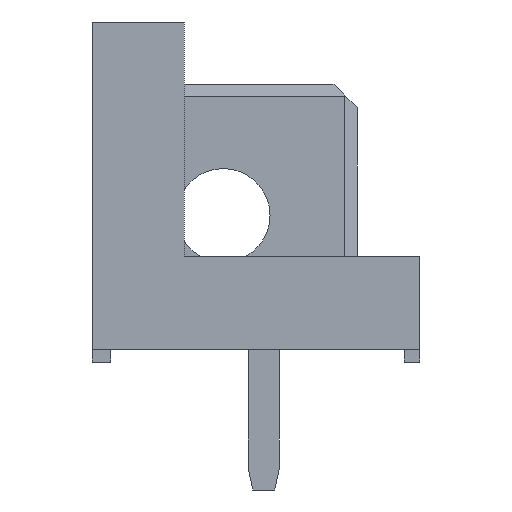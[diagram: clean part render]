
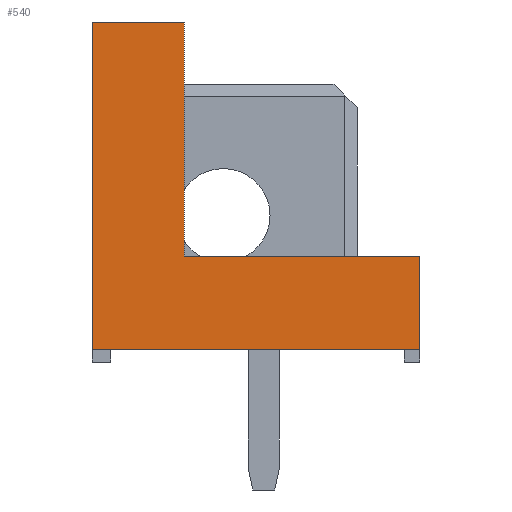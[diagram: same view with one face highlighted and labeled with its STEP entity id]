
A CAD part, left-side view. The second image highlights one B-rep face of the part: STEP entity #540.
In plain terms, the highlighted planar face has unit normal (-1, 0, 0).
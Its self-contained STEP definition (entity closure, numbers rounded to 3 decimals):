
#540 = ADVANCED_FACE( '', ( #1381 ), #1382, .F. );
#1381 = FACE_OUTER_BOUND( '', #2561, .T. );
#1382 = PLANE( '', #2562 );
#2561 = EDGE_LOOP( '', ( #3805, #3806, #3807, #3808, #3809, #3810 ) );
#2562 = AXIS2_PLACEMENT_3D( '', #3811, #3812, #3813 );
#3805 = ORIENTED_EDGE( '', *, *, #7458, .F. );
#3806 = ORIENTED_EDGE( '', *, *, #7459, .F. );
#3807 = ORIENTED_EDGE( '', *, *, #7460, .F. );
#3808 = ORIENTED_EDGE( '', *, *, #7461, .F. );
#3809 = ORIENTED_EDGE( '', *, *, #7462, .F. );
#3810 = ORIENTED_EDGE( '', *, *, #7463, .F. );
#3811 = CARTESIAN_POINT( '', ( -20., 0., 0. ) );
#3812 = DIRECTION( '', ( 1., 0., 0. ) );
#3813 = DIRECTION( '', ( 0., 0., -1. ) );
#7458 = EDGE_CURVE( '', #8981, #8982, #8983, .T. );
#7459 = EDGE_CURVE( '', #8984, #8981, #8985, .T. );
#7460 = EDGE_CURVE( '', #8986, #8984, #8987, .T. );
#7461 = EDGE_CURVE( '', #8988, #8986, #8989, .T. );
#7462 = EDGE_CURVE( '', #8990, #8988, #8991, .T. );
#7463 = EDGE_CURVE( '', #8982, #8990, #8992, .T. );
#8981 = VERTEX_POINT( '', #11193 );
#8982 = VERTEX_POINT( '', #11194 );
#8983 = LINE( '', #11195, #11196 );
#8984 = VERTEX_POINT( '', #11197 );
#8985 = LINE( '', #11198, #11199 );
#8986 = VERTEX_POINT( '', #11200 );
#8987 = LINE( '', #11201, #11202 );
#8988 = VERTEX_POINT( '', #11203 );
#8989 = LINE( '', #11204, #11205 );
#8990 = VERTEX_POINT( '', #11206 );
#8991 = LINE( '', #11207, #11208 );
#8992 = LINE( '', #11209, #11210 );
#11193 = CARTESIAN_POINT( '', ( -20., -3.775, -6.75 ) );
#11194 = CARTESIAN_POINT( '', ( -20., 6.725, -6.75 ) );
#11195 = CARTESIAN_POINT( '', ( -20., 0., -6.75 ) );
#11196 = VECTOR( '', #14277, 1000. );
#11197 = CARTESIAN_POINT( '', ( -20., -3.775, -3.75 ) );
#11198 = CARTESIAN_POINT( '', ( -20., -3.775, -7.15 ) );
#11199 = VECTOR( '', #14278, 1000. );
#11200 = CARTESIAN_POINT( '', ( -20., 3.775, -3.75 ) );
#11201 = CARTESIAN_POINT( '', ( -20., 3.775, -3.75 ) );
#11202 = VECTOR( '', #14279, 1000. );
#11203 = CARTESIAN_POINT( '', ( -20., 3.775, 3.75 ) );
#11204 = CARTESIAN_POINT( '', ( -20., 3.775, 3.75 ) );
#11205 = VECTOR( '', #14280, 1000. );
#11206 = CARTESIAN_POINT( '', ( -20., 6.725, 3.75 ) );
#11207 = CARTESIAN_POINT( '', ( -20., 3.775, 3.75 ) );
#11208 = VECTOR( '', #14281, 1000. );
#11209 = CARTESIAN_POINT( '', ( -20., 6.725, 3.75 ) );
#11210 = VECTOR( '', #14282, 1000. );
#14277 = DIRECTION( '', ( 0., 1., 0. ) );
#14278 = DIRECTION( '', ( 0., 0., -1. ) );
#14279 = DIRECTION( '', ( 0., -1., 0. ) );
#14280 = DIRECTION( '', ( 0., 0., -1. ) );
#14281 = DIRECTION( '', ( 0., -1., 0. ) );
#14282 = DIRECTION( '', ( 0., 0., 1. ) );
